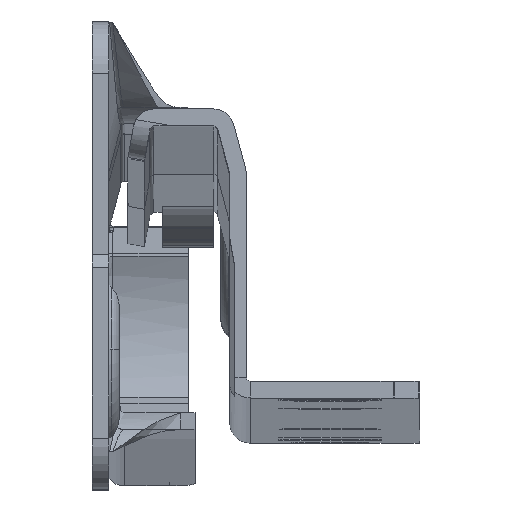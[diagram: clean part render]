
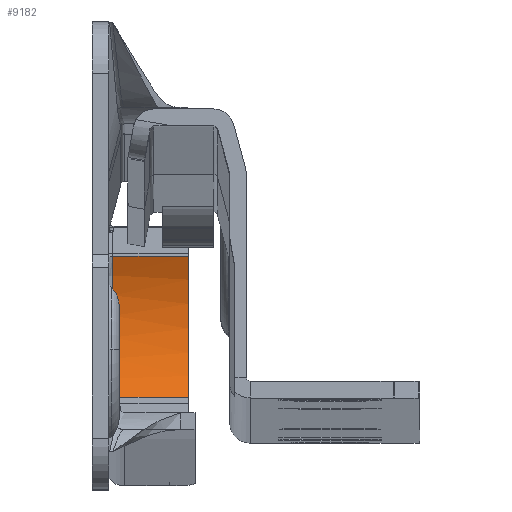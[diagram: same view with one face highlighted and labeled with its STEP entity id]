
A CAD part, top view. The second image highlights one B-rep face of the part: STEP entity #9182.
In plain terms, the highlighted cylindrical face has radius 11 mm (diameter 22 mm), a partial arc.
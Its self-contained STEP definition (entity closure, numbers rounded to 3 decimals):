
#965 = ORIENTED_EDGE ( 'NONE', *, *, #19649, .T. ) ;
#1693 = CIRCLE ( 'NONE', #18566, 11. ) ;
#2020 = DIRECTION ( 'NONE',  ( 0., 0., -1. ) ) ;
#6825 = DIRECTION ( 'NONE',  ( -1., 0., 0. ) ) ;
#7206 = CARTESIAN_POINT ( 'NONE',  ( 0.3, 1.716, -497.683 ) ) ;
#8229 = EDGE_CURVE ( 'NONE', #12308, #14813, #13795, .T. ) ;
#8241 = CARTESIAN_POINT ( 'NONE',  ( 6.2, -9.239, -496.693 ) ) ;
#8663 = CARTESIAN_POINT ( 'NONE',  ( 0.3, -2.904, -487.701 ) ) ;
#8870 = FACE_OUTER_BOUND ( 'NONE', #18584, .T. ) ;
#9182 = ADVANCED_FACE ( 'NONE', ( #8870 ), #25164, .F. ) ;
#9238 = CARTESIAN_POINT ( 'NONE',  ( 6.2, 1.716, -497.683 ) ) ;
#9263 = VECTOR ( 'NONE', #6825, 1000. ) ;
#10538 = DIRECTION ( 'NONE',  ( 0., 0., -1. ) ) ;
#10744 = CARTESIAN_POINT ( 'NONE',  ( 6.2, -2.904, -487.701 ) ) ;
#10826 = VERTEX_POINT ( 'NONE', #16178 ) ;
#11713 = DIRECTION ( 'NONE',  ( 0., 0., -1. ) ) ;
#11966 = CARTESIAN_POINT ( 'NONE',  ( 0.3, -2.904, -487.701 ) ) ;
#12308 = VERTEX_POINT ( 'NONE', #8241 ) ;
#13501 = DIRECTION ( 'NONE',  ( 0., 0., 1. ) ) ;
#13795 = LINE ( 'NONE', #14108, #9263 ) ;
#14036 = CARTESIAN_POINT ( 'NONE',  ( 6.2, -2.904, -487.701 ) ) ;
#14108 = CARTESIAN_POINT ( 'NONE',  ( 6.2, -9.239, -496.693 ) ) ;
#14507 = EDGE_CURVE ( 'NONE', #24380, #23239, #25253, .T. ) ;
#14522 = CARTESIAN_POINT ( 'NONE',  ( 0.3, -2.904, -498.701 ) ) ;
#14813 = VERTEX_POINT ( 'NONE', #24179 ) ;
#15929 = DIRECTION ( 'NONE',  ( -1., 0., 0. ) ) ;
#16178 = CARTESIAN_POINT ( 'NONE',  ( 6.2, 1.716, -497.683 ) ) ;
#16415 = ORIENTED_EDGE ( 'NONE', *, *, #30266, .F. ) ;
#16505 = LINE ( 'NONE', #9238, #23383 ) ;
#17334 = ORIENTED_EDGE ( 'NONE', *, *, #25221, .T. ) ;
#18317 = DIRECTION ( 'NONE',  ( -1., 0., 0. ) ) ;
#18566 = AXIS2_PLACEMENT_3D ( 'NONE', #8663, #15929, #10538 ) ;
#18584 = EDGE_LOOP ( 'NONE', ( #965, #22062, #17334, #28355, #16415 ) ) ;
#18684 = DIRECTION ( 'NONE',  ( -1., 0., 0. ) ) ;
#18941 = AXIS2_PLACEMENT_3D ( 'NONE', #10744, #18317, #13501 ) ;
#19649 = EDGE_CURVE ( 'NONE', #10826, #24380, #16505, .T. ) ;
#20076 = CIRCLE ( 'NONE', #29538, 11. ) ;
#22062 = ORIENTED_EDGE ( 'NONE', *, *, #14507, .T. ) ;
#23239 = VERTEX_POINT ( 'NONE', #14522 ) ;
#23359 = DIRECTION ( 'NONE',  ( -1., 0., 0. ) ) ;
#23383 = VECTOR ( 'NONE', #18684, 1000. ) ;
#24179 = CARTESIAN_POINT ( 'NONE',  ( 0.3, -9.239, -496.693 ) ) ;
#24380 = VERTEX_POINT ( 'NONE', #7206 ) ;
#25164 = CYLINDRICAL_SURFACE ( 'NONE', #18941, 11. ) ;
#25221 = EDGE_CURVE ( 'NONE', #23239, #14813, #1693, .T. ) ;
#25253 = CIRCLE ( 'NONE', #28776, 11. ) ;
#28355 = ORIENTED_EDGE ( 'NONE', *, *, #8229, .F. ) ;
#28604 = DIRECTION ( 'NONE',  ( -1., 0., 0. ) ) ;
#28776 = AXIS2_PLACEMENT_3D ( 'NONE', #11966, #28604, #2020 ) ;
#29538 = AXIS2_PLACEMENT_3D ( 'NONE', #14036, #23359, #11713 ) ;
#30266 = EDGE_CURVE ( 'NONE', #10826, #12308, #20076, .T. ) ;
